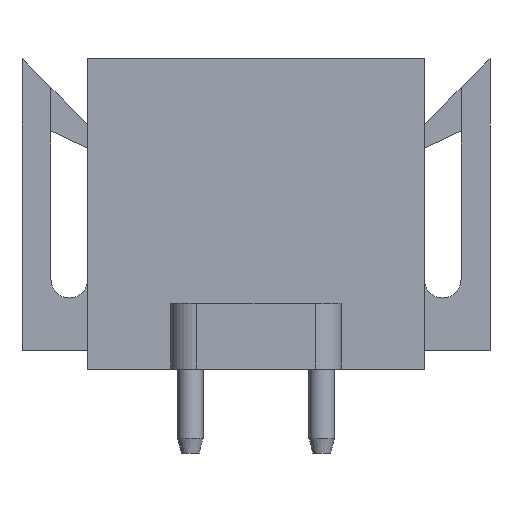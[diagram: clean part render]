
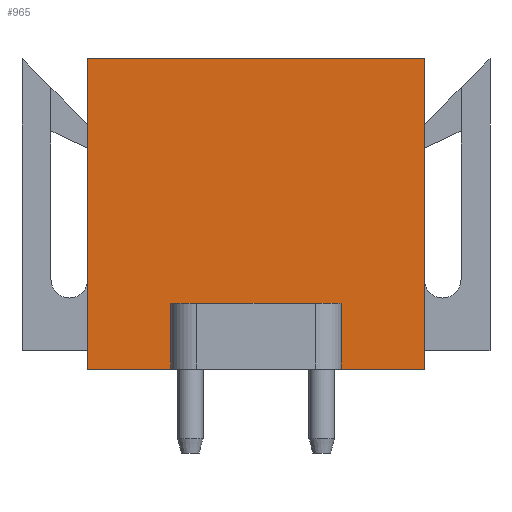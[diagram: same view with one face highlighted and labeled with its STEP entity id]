
A CAD part, left-side view. The second image highlights one B-rep face of the part: STEP entity #965.
In plain terms, the highlighted planar face has unit normal (-1, 0, 0).
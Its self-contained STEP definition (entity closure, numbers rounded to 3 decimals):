
#915=AXIS2_PLACEMENT_3D('Plane Axis2P3D',#912,#913,#914) ;
#824=CARTESIAN_POINT('Vertex',(4.85,2.5,3.2)) ;
#827=CARTESIAN_POINT('Line Origine',(4.85,4.075,3.2)) ;
#831=CARTESIAN_POINT('Vertex',(4.85,5.65,3.2)) ;
#866=CARTESIAN_POINT('Vertex',(4.85,12.15,3.2)) ;
#869=CARTESIAN_POINT('Line Origine',(4.85,13.725,3.2)) ;
#873=CARTESIAN_POINT('Vertex',(4.85,15.3,3.2)) ;
#912=CARTESIAN_POINT('Axis2P3D Location',(4.85,15.3,0.)) ;
#917=CARTESIAN_POINT('Line Origine',(4.85,2.5,9.1)) ;
#921=CARTESIAN_POINT('Vertex',(4.85,2.5,15.)) ;
#924=CARTESIAN_POINT('Line Origine',(4.85,8.9,15.)) ;
#928=CARTESIAN_POINT('Vertex',(4.85,15.3,15.)) ;
#931=CARTESIAN_POINT('Line Origine',(4.85,15.3,9.1)) ;
#936=CARTESIAN_POINT('Line Origine',(4.85,12.15,4.45)) ;
#940=CARTESIAN_POINT('Vertex',(4.85,12.15,5.7)) ;
#943=CARTESIAN_POINT('Line Origine',(4.85,8.9,5.7)) ;
#947=CARTESIAN_POINT('Vertex',(4.85,5.65,5.7)) ;
#950=CARTESIAN_POINT('Line Origine',(4.85,5.65,4.45)) ;
#828=DIRECTION('Vector Direction',(0.,-1.,0.)) ;
#870=DIRECTION('Vector Direction',(0.,-1.,0.)) ;
#913=DIRECTION('Axis2P3D Direction',(-1.,0.,0.)) ;
#914=DIRECTION('Axis2P3D XDirection',(0.,-1.,0.)) ;
#918=DIRECTION('Vector Direction',(0.,0.,1.)) ;
#925=DIRECTION('Vector Direction',(0.,-1.,0.)) ;
#932=DIRECTION('Vector Direction',(0.,0.,1.)) ;
#937=DIRECTION('Vector Direction',(0.,0.,1.)) ;
#944=DIRECTION('Vector Direction',(0.,-1.,0.)) ;
#951=DIRECTION('Vector Direction',(0.,0.,1.)) ;
#829=VECTOR('Line Direction',#828,1.) ;
#871=VECTOR('Line Direction',#870,1.) ;
#919=VECTOR('Line Direction',#918,1.) ;
#926=VECTOR('Line Direction',#925,1.) ;
#933=VECTOR('Line Direction',#932,1.) ;
#938=VECTOR('Line Direction',#937,1.) ;
#945=VECTOR('Line Direction',#944,1.) ;
#952=VECTOR('Line Direction',#951,1.) ;
#956=ORIENTED_EDGE('',*,*,#833,.T.) ;
#957=ORIENTED_EDGE('',*,*,#923,.T.) ;
#958=ORIENTED_EDGE('',*,*,#930,.F.) ;
#959=ORIENTED_EDGE('',*,*,#935,.F.) ;
#960=ORIENTED_EDGE('',*,*,#875,.T.) ;
#961=ORIENTED_EDGE('',*,*,#942,.T.) ;
#962=ORIENTED_EDGE('',*,*,#949,.F.) ;
#963=ORIENTED_EDGE('',*,*,#954,.F.) ;
#965=ADVANCED_FACE('Hauptkoerper',(#964),#916,.T.) ;
#833=EDGE_CURVE('',#832,#825,#830,.T.) ;
#875=EDGE_CURVE('',#874,#867,#872,.T.) ;
#923=EDGE_CURVE('',#825,#922,#920,.T.) ;
#930=EDGE_CURVE('',#929,#922,#927,.T.) ;
#935=EDGE_CURVE('',#874,#929,#934,.T.) ;
#942=EDGE_CURVE('',#867,#941,#939,.T.) ;
#949=EDGE_CURVE('',#948,#941,#946,.F.) ;
#954=EDGE_CURVE('',#832,#948,#953,.T.) ;
#955=EDGE_LOOP('',(#956,#957,#958,#959,#960,#961,#962,#963)) ;
#964=FACE_OUTER_BOUND('',#955,.T.) ;
#830=LINE('Line',#827,#829) ;
#872=LINE('Line',#869,#871) ;
#920=LINE('Line',#917,#919) ;
#927=LINE('Line',#924,#926) ;
#934=LINE('Line',#931,#933) ;
#939=LINE('Line',#936,#938) ;
#946=LINE('Line',#943,#945) ;
#953=LINE('Line',#950,#952) ;
#916=PLANE('',#915) ;
#825=VERTEX_POINT('',#824) ;
#832=VERTEX_POINT('',#831) ;
#867=VERTEX_POINT('',#866) ;
#874=VERTEX_POINT('',#873) ;
#922=VERTEX_POINT('',#921) ;
#929=VERTEX_POINT('',#928) ;
#941=VERTEX_POINT('',#940) ;
#948=VERTEX_POINT('',#947) ;
